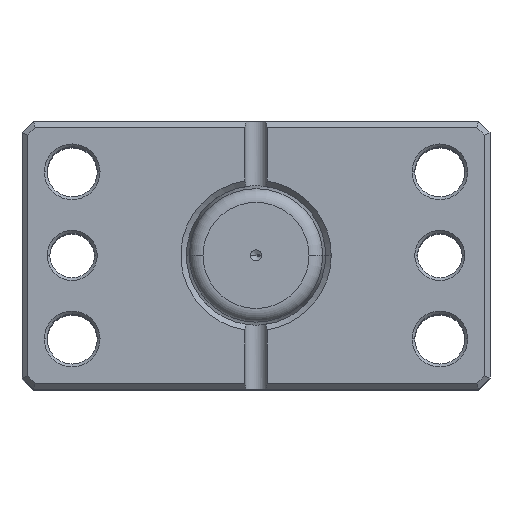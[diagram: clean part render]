
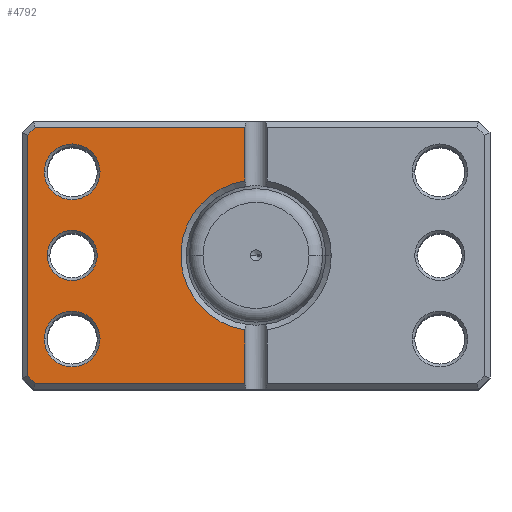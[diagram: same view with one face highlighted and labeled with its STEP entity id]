
A CAD part, top view. The second image highlights one B-rep face of the part: STEP entity #4792.
In plain terms, the highlighted face is planar.
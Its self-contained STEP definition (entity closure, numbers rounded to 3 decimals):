
#78 = CARTESIAN_POINT ( 'NONE',  ( 33., 15., 0. ) ) ;
#183 = EDGE_CURVE ( 'NONE', #2856, #2453, #3676, .T. ) ;
#205 = AXIS2_PLACEMENT_3D ( 'NONE', #5701, #4720, #5223 ) ;
#264 = LINE ( 'NONE', #2829, #437 ) ;
#334 = EDGE_LOOP ( 'NONE', ( #568, #4986 ) ) ;
#399 = EDGE_CURVE ( 'NONE', #1259, #2617, #5221, .T. ) ;
#405 = AXIS2_PLACEMENT_3D ( 'NONE', #5131, #5161, #1904 ) ;
#437 = VECTOR ( 'NONE', #1724, 1000. ) ;
#568 = ORIENTED_EDGE ( 'NONE', *, *, #1220, .T. ) ;
#633 = DIRECTION ( 'NONE',  ( 1., 0., 0. ) ) ;
#653 = VERTEX_POINT ( 'NONE', #6014 ) ;
#656 = EDGE_CURVE ( 'NONE', #3748, #754, #4786, .T. ) ;
#754 = VERTEX_POINT ( 'NONE', #6024 ) ;
#928 = VECTOR ( 'NONE', #6532, 1000. ) ;
#976 = CIRCLE ( 'NONE', #6169, 13.5 ) ;
#994 = ORIENTED_EDGE ( 'NONE', *, *, #2791, .T. ) ;
#1026 = CARTESIAN_POINT ( 'NONE',  ( 31.293, -31.293, 0. ) ) ;
#1063 = VERTEX_POINT ( 'NONE', #3243 ) ;
#1195 = EDGE_CURVE ( 'NONE', #1667, #1218, #3592, .T. ) ;
#1218 = VERTEX_POINT ( 'NONE', #1397 ) ;
#1220 = EDGE_CURVE ( 'NONE', #6709, #2295, #6170, .T. ) ;
#1259 = VERTEX_POINT ( 'NONE', #4263 ) ;
#1332 = ORIENTED_EDGE ( 'NONE', *, *, #5354, .T. ) ;
#1397 = CARTESIAN_POINT ( 'NONE',  ( 28., 15., 0. ) ) ;
#1667 = VERTEX_POINT ( 'NONE', #2365 ) ;
#1670 = EDGE_LOOP ( 'NONE', ( #4087, #4323, #6945, #6067, #2972, #3691, #6704, #994 ) ) ;
#1724 = DIRECTION ( 'NONE',  ( 1., 0., 0. ) ) ;
#1732 = VERTEX_POINT ( 'NONE', #4433 ) ;
#1745 = LINE ( 'NONE', #1026, #4308 ) ;
#1793 = VECTOR ( 'NONE', #2796, 1000. ) ;
#1823 = DIRECTION ( 'NONE',  ( 0., 1., 0. ) ) ;
#1904 = DIRECTION ( 'NONE',  ( 1., 0., 0. ) ) ;
#1921 = DIRECTION ( 'NONE',  ( 1., 0., 0. ) ) ;
#2154 = LINE ( 'NONE', #4179, #4881 ) ;
#2165 = EDGE_CURVE ( 'NONE', #653, #1063, #3413, .T. ) ;
#2229 = DIRECTION ( 'NONE',  ( 0., 0., 1. ) ) ;
#2253 = CARTESIAN_POINT ( 'NONE',  ( 0., 0., 0. ) ) ;
#2295 = VERTEX_POINT ( 'NONE', #6581 ) ;
#2350 = CARTESIAN_POINT ( 'NONE',  ( 2., 24., 0. ) ) ;
#2365 = CARTESIAN_POINT ( 'NONE',  ( 38., 15., 0. ) ) ;
#2374 = CARTESIAN_POINT ( 'NONE',  ( 39.586, -23., 0. ) ) ;
#2392 = LINE ( 'NONE', #7051, #928 ) ;
#2426 = CARTESIAN_POINT ( 'NONE',  ( 33., -15., 0. ) ) ;
#2453 = VERTEX_POINT ( 'NONE', #4391 ) ;
#2528 = FACE_BOUND ( 'NONE', #4940, .T. ) ;
#2617 = VERTEX_POINT ( 'NONE', #5102 ) ;
#2688 = CIRCLE ( 'NONE', #6912, 5. ) ;
#2791 = EDGE_CURVE ( 'NONE', #4733, #653, #2154, .T. ) ;
#2796 = DIRECTION ( 'NONE',  ( 0., 1., 0. ) ) ;
#2811 = DIRECTION ( 'NONE',  ( 1., 0., 0. ) ) ;
#2829 = CARTESIAN_POINT ( 'NONE',  ( 0., 23., 0. ) ) ;
#2856 = VERTEX_POINT ( 'NONE', #5324 ) ;
#2876 = AXIS2_PLACEMENT_3D ( 'NONE', #2426, #6253, #2982 ) ;
#2894 = ORIENTED_EDGE ( 'NONE', *, *, #183, .T. ) ;
#2972 = ORIENTED_EDGE ( 'NONE', *, *, #399, .T. ) ;
#2982 = DIRECTION ( 'NONE',  ( 1., 0., 0. ) ) ;
#3029 = EDGE_CURVE ( 'NONE', #2295, #6709, #6587, .T. ) ;
#3090 = EDGE_CURVE ( 'NONE', #754, #1259, #264, .T. ) ;
#3243 = CARTESIAN_POINT ( 'NONE',  ( 2., -13.351, 0. ) ) ;
#3336 = VECTOR ( 'NONE', #1823, 1000. ) ;
#3413 = LINE ( 'NONE', #6631, #1793 ) ;
#3592 = CIRCLE ( 'NONE', #6205, 5. ) ;
#3658 = CARTESIAN_POINT ( 'NONE',  ( 2., 13.351, 0. ) ) ;
#3676 = CIRCLE ( 'NONE', #6916, 5. ) ;
#3691 = ORIENTED_EDGE ( 'NONE', *, *, #3914, .T. ) ;
#3748 = VERTEX_POINT ( 'NONE', #3658 ) ;
#3794 = FACE_BOUND ( 'NONE', #4603, .T. ) ;
#3902 = DIRECTION ( 'NONE',  ( 0., 0., 1. ) ) ;
#3914 = EDGE_CURVE ( 'NONE', #2617, #1732, #2392, .T. ) ;
#4066 = PLANE ( 'NONE',  #405 ) ;
#4087 = ORIENTED_EDGE ( 'NONE', *, *, #2165, .T. ) ;
#4179 = CARTESIAN_POINT ( 'NONE',  ( 0., -23., 0. ) ) ;
#4217 = CIRCLE ( 'NONE', #2876, 5. ) ;
#4263 = CARTESIAN_POINT ( 'NONE',  ( 39.586, 23., 0. ) ) ;
#4297 = DIRECTION ( 'NONE',  ( -0.707, -0.707, 0. ) ) ;
#4308 = VECTOR ( 'NONE', #4297, 1000. ) ;
#4323 = ORIENTED_EDGE ( 'NONE', *, *, #4589, .T. ) ;
#4391 = CARTESIAN_POINT ( 'NONE',  ( 28., -15., 0. ) ) ;
#4433 = CARTESIAN_POINT ( 'NONE',  ( 41., -21.586, 0. ) ) ;
#4589 = EDGE_CURVE ( 'NONE', #1063, #3748, #976, .T. ) ;
#4603 = EDGE_LOOP ( 'NONE', ( #1332, #2894 ) ) ;
#4606 = DIRECTION ( 'NONE',  ( 1., 0., 0. ) ) ;
#4649 = DIRECTION ( 'NONE',  ( 0., 0., 1. ) ) ;
#4720 = DIRECTION ( 'NONE',  ( 0., 0., 1. ) ) ;
#4724 = DIRECTION ( 'NONE',  ( -1., 0., 0. ) ) ;
#4733 = VERTEX_POINT ( 'NONE', #2374 ) ;
#4786 = LINE ( 'NONE', #2350, #3336 ) ;
#4792 = ADVANCED_FACE ( 'NONE', ( #6700, #3794, #2528, #6875 ), #4066, .F. ) ;
#4796 = ORIENTED_EDGE ( 'NONE', *, *, #1195, .T. ) ;
#4881 = VECTOR ( 'NONE', #4724, 1000. ) ;
#4886 = CARTESIAN_POINT ( 'NONE',  ( 33., -15., 0. ) ) ;
#4940 = EDGE_LOOP ( 'NONE', ( #4996, #4796 ) ) ;
#4986 = ORIENTED_EDGE ( 'NONE', *, *, #3029, .T. ) ;
#4996 = ORIENTED_EDGE ( 'NONE', *, *, #6842, .T. ) ;
#5039 = VECTOR ( 'NONE', #5285, 1000. ) ;
#5102 = CARTESIAN_POINT ( 'NONE',  ( 41., 21.586, 0. ) ) ;
#5131 = CARTESIAN_POINT ( 'NONE',  ( 0., 0., 0. ) ) ;
#5161 = DIRECTION ( 'NONE',  ( 0., 0., 1. ) ) ;
#5202 = CARTESIAN_POINT ( 'NONE',  ( 28.5, 0., 0. ) ) ;
#5221 = LINE ( 'NONE', #5842, #5039 ) ;
#5223 = DIRECTION ( 'NONE',  ( 1., 0., 0. ) ) ;
#5285 = DIRECTION ( 'NONE',  ( 0.707, -0.707, 0. ) ) ;
#5324 = CARTESIAN_POINT ( 'NONE',  ( 38., -15., 0. ) ) ;
#5345 = CARTESIAN_POINT ( 'NONE',  ( 33., 15., 0. ) ) ;
#5354 = EDGE_CURVE ( 'NONE', #2453, #2856, #4217, .T. ) ;
#5493 = CARTESIAN_POINT ( 'NONE',  ( 33., 0., 0. ) ) ;
#5630 = AXIS2_PLACEMENT_3D ( 'NONE', #5493, #2229, #6059 ) ;
#5701 = CARTESIAN_POINT ( 'NONE',  ( 33., 0., 0. ) ) ;
#5842 = CARTESIAN_POINT ( 'NONE',  ( 31.293, 31.293, 0. ) ) ;
#6014 = CARTESIAN_POINT ( 'NONE',  ( 2., -23., 0. ) ) ;
#6024 = CARTESIAN_POINT ( 'NONE',  ( 2., 23., 0. ) ) ;
#6059 = DIRECTION ( 'NONE',  ( 1., 0., 0. ) ) ;
#6067 = ORIENTED_EDGE ( 'NONE', *, *, #3090, .T. ) ;
#6081 = DIRECTION ( 'NONE',  ( 0., 0., 1. ) ) ;
#6169 = AXIS2_PLACEMENT_3D ( 'NONE', #2253, #6081, #2811 ) ;
#6170 = CIRCLE ( 'NONE', #205, 4.5 ) ;
#6205 = AXIS2_PLACEMENT_3D ( 'NONE', #5345, #4649, #4606 ) ;
#6253 = DIRECTION ( 'NONE',  ( 0., 0., 1. ) ) ;
#6354 = EDGE_CURVE ( 'NONE', #1732, #4733, #1745, .T. ) ;
#6532 = DIRECTION ( 'NONE',  ( 0., -1., 0. ) ) ;
#6538 = DIRECTION ( 'NONE',  ( 0., 0., 1. ) ) ;
#6581 = CARTESIAN_POINT ( 'NONE',  ( 37.5, 0., 0. ) ) ;
#6587 = CIRCLE ( 'NONE', #5630, 4.5 ) ;
#6631 = CARTESIAN_POINT ( 'NONE',  ( 2., 24., 0. ) ) ;
#6700 = FACE_BOUND ( 'NONE', #334, .T. ) ;
#6704 = ORIENTED_EDGE ( 'NONE', *, *, #6354, .T. ) ;
#6709 = VERTEX_POINT ( 'NONE', #5202 ) ;
#6842 = EDGE_CURVE ( 'NONE', #1218, #1667, #2688, .T. ) ;
#6875 = FACE_OUTER_BOUND ( 'NONE', #1670, .T. ) ;
#6912 = AXIS2_PLACEMENT_3D ( 'NONE', #78, #3902, #633 ) ;
#6916 = AXIS2_PLACEMENT_3D ( 'NONE', #4886, #6538, #1921 ) ;
#6945 = ORIENTED_EDGE ( 'NONE', *, *, #656, .T. ) ;
#7051 = CARTESIAN_POINT ( 'NONE',  ( 41., 0., 0. ) ) ;
